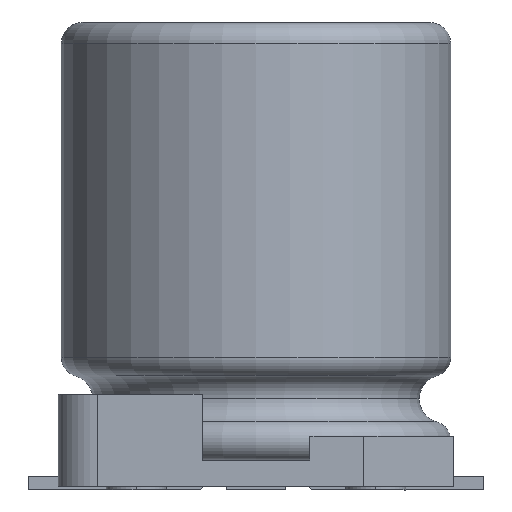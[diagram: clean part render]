
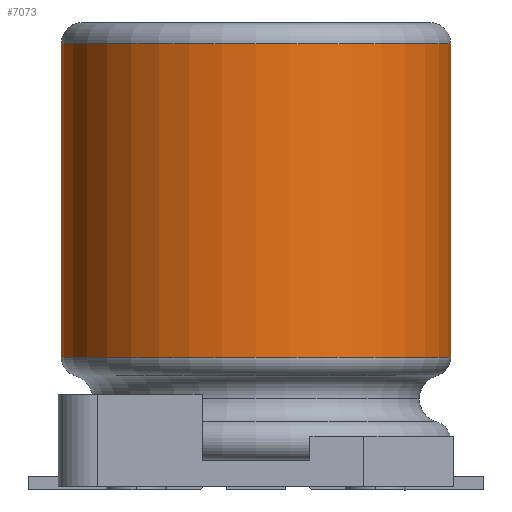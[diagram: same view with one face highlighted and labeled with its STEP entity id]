
A CAD part, front view. The second image highlights one B-rep face of the part: STEP entity #7073.
In plain terms, the highlighted cylindrical face has radius 3.25 mm (diameter 6.5 mm), a partial arc.
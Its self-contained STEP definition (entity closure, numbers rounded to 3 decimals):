
#311 = CARTESIAN_POINT ( 'NONE',  ( 5.584, 0., 0. ) ) ;
#844 = DIRECTION ( 'NONE',  ( 1., 0., 0. ) ) ;
#1042 = VERTEX_POINT ( 'NONE', #10519 ) ;
#1267 = VERTEX_POINT ( 'NONE', #11667 ) ;
#2573 = AXIS2_PLACEMENT_3D ( 'NONE', #12351, #844, #5416 ) ;
#2875 = CARTESIAN_POINT ( 'NONE',  ( 0., 0., 0. ) ) ;
#2967 = AXIS2_PLACEMENT_3D ( 'NONE', #2875, #13177, #9761 ) ;
#3270 = LINE ( 'NONE', #14899, #12644 ) ;
#4614 = VERTEX_POINT ( 'NONE', #6029 ) ;
#5045 = CIRCLE ( 'NONE', #12431, 3.25 ) ;
#5416 = DIRECTION ( 'NONE',  ( 0., 0., -1. ) ) ;
#5994 = DIRECTION ( 'NONE',  ( -1., 0., 0. ) ) ;
#6029 = CARTESIAN_POINT ( 'NONE',  ( 5.584, 0., -3.25 ) ) ;
#6320 = EDGE_CURVE ( 'NONE', #1267, #1042, #13739, .T. ) ;
#6459 = EDGE_CURVE ( 'NONE', #11010, #1267, #3270, .T. ) ;
#6741 = DIRECTION ( 'NONE',  ( -1., 0., 0. ) ) ;
#7073 = ADVANCED_FACE ( 'NONE', ( #8877 ), #14803, .T. ) ;
#8491 = DIRECTION ( 'NONE',  ( 0., 0., 1. ) ) ;
#8819 = ORIENTED_EDGE ( 'NONE', *, *, #6459, .T. ) ;
#8877 = FACE_OUTER_BOUND ( 'NONE', #9112, .T. ) ;
#9112 = EDGE_LOOP ( 'NONE', ( #11154, #9788, #8819, #14502 ) ) ;
#9761 = DIRECTION ( 'NONE',  ( 0., 0., 1. ) ) ;
#9788 = ORIENTED_EDGE ( 'NONE', *, *, #12918, .T. ) ;
#10519 = CARTESIAN_POINT ( 'NONE',  ( 0.35, 0., -3.25 ) ) ;
#10655 = CARTESIAN_POINT ( 'NONE',  ( 0., 0., -3.25 ) ) ;
#11010 = VERTEX_POINT ( 'NONE', #13250 ) ;
#11154 = ORIENTED_EDGE ( 'NONE', *, *, #11808, .F. ) ;
#11667 = CARTESIAN_POINT ( 'NONE',  ( 0.35, 0., 3.25 ) ) ;
#11808 = EDGE_CURVE ( 'NONE', #4614, #1042, #14621, .T. ) ;
#11948 = DIRECTION ( 'NONE',  ( -1., 0., 0. ) ) ;
#12351 = CARTESIAN_POINT ( 'NONE',  ( 0.35, 0., 0. ) ) ;
#12431 = AXIS2_PLACEMENT_3D ( 'NONE', #311, #11948, #8491 ) ;
#12644 = VECTOR ( 'NONE', #6741, 1000. ) ;
#12918 = EDGE_CURVE ( 'NONE', #4614, #11010, #5045, .T. ) ;
#13177 = DIRECTION ( 'NONE',  ( -1., 0., 0. ) ) ;
#13250 = CARTESIAN_POINT ( 'NONE',  ( 5.584, 0., 3.25 ) ) ;
#13370 = VECTOR ( 'NONE', #5994, 1000. ) ;
#13739 = CIRCLE ( 'NONE', #2573, 3.25 ) ;
#14502 = ORIENTED_EDGE ( 'NONE', *, *, #6320, .T. ) ;
#14621 = LINE ( 'NONE', #10655, #13370 ) ;
#14803 = CYLINDRICAL_SURFACE ( 'NONE', #2967, 3.25 ) ;
#14899 = CARTESIAN_POINT ( 'NONE',  ( 0., 0., 3.25 ) ) ;
